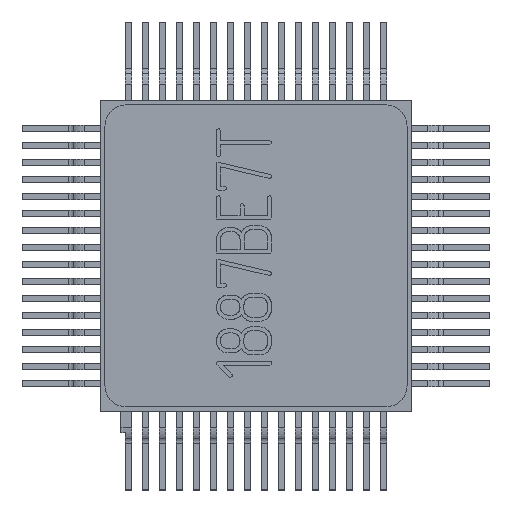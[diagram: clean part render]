
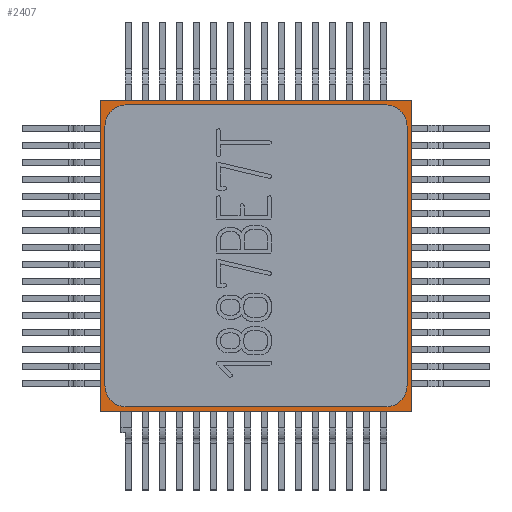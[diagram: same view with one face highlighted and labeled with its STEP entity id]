
A CAD part, top view. The second image highlights one B-rep face of the part: STEP entity #2407.
In plain terms, the highlighted planar face has unit normal (0, 0, 1).
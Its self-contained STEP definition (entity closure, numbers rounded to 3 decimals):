
#2407=ADVANCED_FACE('',(#14206,#14208),#14210,.T.);
#14206=FACE_BOUND('',#14207,.T.);
#14207=EDGE_LOOP('',(#24559,#24560,#24561,#24562));
#14208=FACE_BOUND('',#14209,.T.);
#14209=EDGE_LOOP('',(#24563,#24564,#24565,#24566,#24567,#24568,#24569,#24570));
#14210=PLANE('',#14211);
#14211=AXIS2_PLACEMENT_3D('',#14212,#14213,#14214);
#14212=CARTESIAN_POINT('',(0.,0.,3.35));
#14213=DIRECTION('',(0.,0.,1.));
#14214=DIRECTION('',(1.,0.,0.));
#24559=ORIENTED_EDGE('',*,*,#30143,.T.);
#24560=ORIENTED_EDGE('',*,*,#30125,.T.);
#24561=ORIENTED_EDGE('',*,*,#30107,.T.);
#24562=ORIENTED_EDGE('',*,*,#30161,.T.);
#24563=ORIENTED_EDGE('',*,*,#31829,.F.);
#24564=ORIENTED_EDGE('',*,*,#31830,.F.);
#24565=ORIENTED_EDGE('',*,*,#31831,.F.);
#24566=ORIENTED_EDGE('',*,*,#31832,.F.);
#24567=ORIENTED_EDGE('',*,*,#31833,.F.);
#24568=ORIENTED_EDGE('',*,*,#31834,.F.);
#24569=ORIENTED_EDGE('',*,*,#31835,.F.);
#24570=ORIENTED_EDGE('',*,*,#31836,.F.);
#30107=EDGE_CURVE('',#34295,#34293,#34296,.T.);
#30125=EDGE_CURVE('',#34314,#34295,#34315,.T.);
#30143=EDGE_CURVE('',#34333,#34314,#34334,.T.);
#30161=EDGE_CURVE('',#34293,#34333,#34352,.T.);
#31829=EDGE_CURVE('',#37415,#37416,#37417,.F.);
#31830=EDGE_CURVE('',#37418,#37415,#37419,.T.);
#31831=EDGE_CURVE('',#37420,#37418,#37421,.F.);
#31832=EDGE_CURVE('',#37422,#37420,#37423,.T.);
#31833=EDGE_CURVE('',#37424,#37422,#37425,.F.);
#31834=EDGE_CURVE('',#37426,#37424,#37427,.T.);
#31835=EDGE_CURVE('',#37428,#37426,#37429,.F.);
#31836=EDGE_CURVE('',#37416,#37428,#37430,.T.);
#34293=VERTEX_POINT('',#41315);
#34295=VERTEX_POINT('',#41319);
#34296=LINE('',#41320,#41321);
#34314=VERTEX_POINT('',#41374);
#34315=LINE('',#41375,#41376);
#34333=VERTEX_POINT('',#41429);
#34334=LINE('',#41430,#41431);
#34352=LINE('',#41484,#41485);
#37415=VERTEX_POINT('',#48389);
#37416=VERTEX_POINT('',#48390);
#37417=CIRCLE('',#48391,1.);
#37418=VERTEX_POINT('',#48395);
#37419=LINE('',#48396,#48397);
#37420=VERTEX_POINT('',#48399);
#37421=CIRCLE('',#48400,1.);
#37422=VERTEX_POINT('',#48404);
#37423=LINE('',#48405,#48406);
#37424=VERTEX_POINT('',#48408);
#37425=CIRCLE('',#48409,1.);
#37426=VERTEX_POINT('',#48413);
#37427=LINE('',#48414,#48415);
#37428=VERTEX_POINT('',#48417);
#37429=CIRCLE('',#48418,1.);
#37430=LINE('',#48422,#48423);
#41315=CARTESIAN_POINT('',(0.,0.,3.35));
#41319=CARTESIAN_POINT('',(0.,14.6,3.35));
#41320=CARTESIAN_POINT('',(0.,14.6,3.35));
#41321=VECTOR('',#41322,1.);
#41322=DIRECTION('',(0.,-1.,0.));
#41374=CARTESIAN_POINT('',(14.6,14.6,3.35));
#41375=CARTESIAN_POINT('',(14.6,14.6,3.35));
#41376=VECTOR('',#41377,1.);
#41377=DIRECTION('',(-1.,0.,0.));
#41429=CARTESIAN_POINT('',(14.6,0.,3.35));
#41430=CARTESIAN_POINT('',(14.6,0.,3.35));
#41431=VECTOR('',#41432,1.);
#41432=DIRECTION('',(0.,1.,0.));
#41484=CARTESIAN_POINT('',(0.,0.,3.35));
#41485=VECTOR('',#41486,1.);
#41486=DIRECTION('',(1.,0.,0.));
#48389=CARTESIAN_POINT('',(1.2,14.4,3.35));
#48390=CARTESIAN_POINT('',(0.2,13.4,3.35));
#48391=AXIS2_PLACEMENT_3D('',#48392,#48393,#48394);
#48392=CARTESIAN_POINT('',(1.2,13.4,3.35));
#48393=DIRECTION('',(0.,0.,-1.));
#48394=DIRECTION('',(-1.,0.,0.));
#48395=CARTESIAN_POINT('',(13.4,14.4,3.35));
#48396=CARTESIAN_POINT('',(13.4,14.4,3.35));
#48397=VECTOR('',#48398,1.);
#48398=DIRECTION('',(-1.,0.,0.));
#48399=CARTESIAN_POINT('',(14.4,13.4,3.35));
#48400=AXIS2_PLACEMENT_3D('',#48401,#48402,#48403);
#48401=CARTESIAN_POINT('',(13.4,13.4,3.35));
#48402=DIRECTION('',(0.,0.,-1.));
#48403=DIRECTION('',(0.,1.,0.));
#48404=CARTESIAN_POINT('',(14.4,1.2,3.35));
#48405=CARTESIAN_POINT('',(14.4,1.2,3.35));
#48406=VECTOR('',#48407,1.);
#48407=DIRECTION('',(0.,1.,0.));
#48408=CARTESIAN_POINT('',(13.4,0.2,3.35));
#48409=AXIS2_PLACEMENT_3D('',#48410,#48411,#48412);
#48410=CARTESIAN_POINT('',(13.4,1.2,3.35));
#48411=DIRECTION('',(0.,0.,-1.));
#48412=DIRECTION('',(1.,0.,0.));
#48413=CARTESIAN_POINT('',(1.2,0.2,3.35));
#48414=CARTESIAN_POINT('',(1.2,0.2,3.35));
#48415=VECTOR('',#48416,1.);
#48416=DIRECTION('',(1.,0.,0.));
#48417=CARTESIAN_POINT('',(0.2,1.2,3.35));
#48418=AXIS2_PLACEMENT_3D('',#48419,#48420,#48421);
#48419=CARTESIAN_POINT('',(1.2,1.2,3.35));
#48420=DIRECTION('',(0.,0.,-1.));
#48421=DIRECTION('',(0.,-1.,0.));
#48422=CARTESIAN_POINT('',(0.2,13.4,3.35));
#48423=VECTOR('',#48424,1.);
#48424=DIRECTION('',(0.,-1.,0.));
